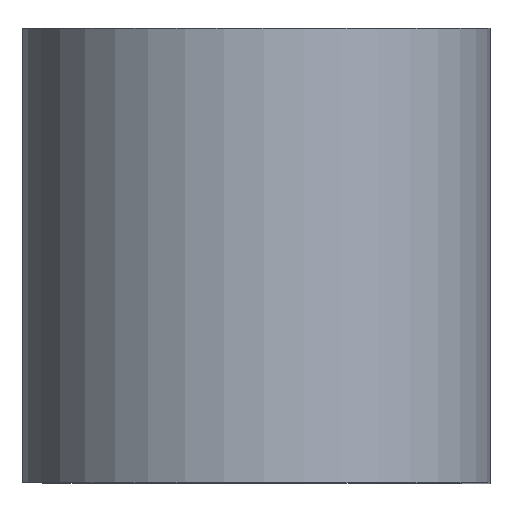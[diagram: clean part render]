
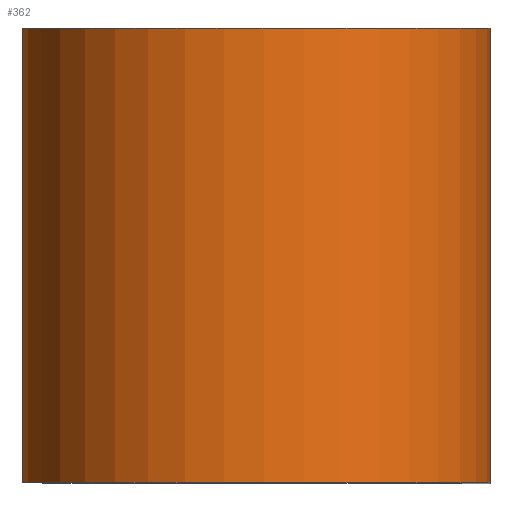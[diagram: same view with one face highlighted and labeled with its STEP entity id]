
A CAD part, top view. The second image highlights one B-rep face of the part: STEP entity #362.
In plain terms, the highlighted cylindrical face has radius 16.5 mm (diameter 33 mm), a partial arc.
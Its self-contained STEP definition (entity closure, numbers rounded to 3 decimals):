
#47=FACE_OUTER_BOUND('',#71,.T.);
#71=EDGE_LOOP('',(#332,#333,#334,#335));
#100=LINE('',#628,#130);
#101=LINE('',#630,#131);
#130=VECTOR('',#523,10.);
#131=VECTOR('',#526,10.);
#137=CIRCLE('',#391,16.5);
#147=CIRCLE('',#408,16.5);
#161=VERTEX_POINT('',#552);
#162=VERTEX_POINT('',#554);
#178=VERTEX_POINT('',#600);
#179=VERTEX_POINT('',#602);
#197=EDGE_CURVE('',#161,#162,#137,.T.);
#221=EDGE_CURVE('',#178,#179,#147,.T.);
#234=EDGE_CURVE('',#162,#178,#100,.T.);
#235=EDGE_CURVE('',#161,#179,#101,.T.);
#332=ORIENTED_EDGE('',*,*,#197,.F.);
#333=ORIENTED_EDGE('',*,*,#235,.T.);
#334=ORIENTED_EDGE('',*,*,#221,.F.);
#335=ORIENTED_EDGE('',*,*,#234,.F.);
#344=CYLINDRICAL_SURFACE('',#420,16.5);
#362=ADVANCED_FACE('',(#47),#344,.T.);
#391=AXIS2_PLACEMENT_3D('',#555,#445,#446);
#408=AXIS2_PLACEMENT_3D('',#603,#493,#494);
#420=AXIS2_PLACEMENT_3D('',#631,#527,#528);
#445=DIRECTION('center_axis',(0.,-1.,0.));
#446=DIRECTION('ref_axis',(-0.394,0.,0.919));
#493=DIRECTION('center_axis',(0.,1.,0.));
#494=DIRECTION('ref_axis',(-0.394,0.,0.919));
#523=DIRECTION('',(0.,1.,0.));
#526=DIRECTION('',(0.,1.,0.));
#527=DIRECTION('center_axis',(0.,1.,0.));
#528=DIRECTION('ref_axis',(-0.394,0.,0.919));
#552=CARTESIAN_POINT('',(16.5,0.,0.));
#554=CARTESIAN_POINT('',(6.5,0.,-15.166));
#555=CARTESIAN_POINT('Origin',(0.,0.,0.));
#600=CARTESIAN_POINT('',(6.5,32.,-15.166));
#602=CARTESIAN_POINT('',(16.5,32.,0.));
#603=CARTESIAN_POINT('Origin',(0.,32.,0.));
#628=CARTESIAN_POINT('',(6.5,0.,-15.166));
#630=CARTESIAN_POINT('',(16.5,0.,0.));
#631=CARTESIAN_POINT('Origin',(0.,0.,0.));
